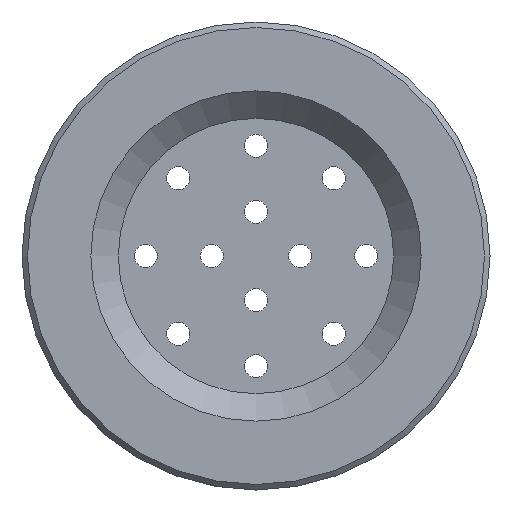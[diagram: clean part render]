
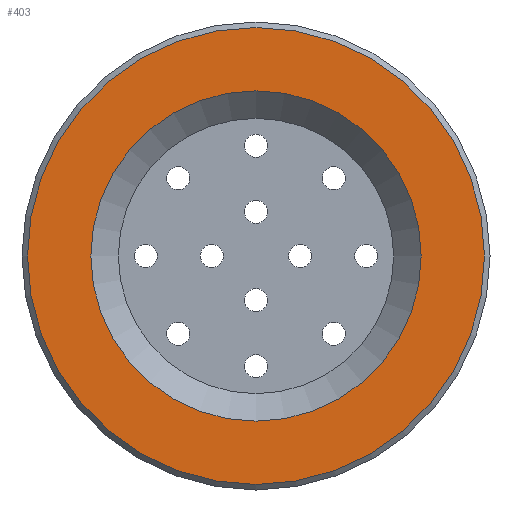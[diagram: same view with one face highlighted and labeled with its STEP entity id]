
A CAD part, left-side view. The second image highlights one B-rep face of the part: STEP entity #403.
In plain terms, the highlighted planar face has unit normal (-1, 0, 0).
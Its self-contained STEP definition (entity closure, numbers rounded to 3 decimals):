
#15=FACE_BOUND('',#86,.T.);
#41=PLANE('',#452);
#62=FACE_OUTER_BOUND('',#85,.T.);
#85=EDGE_LOOP('',(#299));
#86=EDGE_LOOP('',(#300));
#170=CIRCLE('',#448,41.5);
#173=CIRCLE('',#453,30.);
#204=VERTEX_POINT('',#641);
#207=VERTEX_POINT('',#651);
#238=EDGE_CURVE('',#204,#204,#170,.T.);
#243=EDGE_CURVE('',#207,#207,#173,.T.);
#299=ORIENTED_EDGE('',*,*,#238,.F.);
#300=ORIENTED_EDGE('',*,*,#243,.T.);
#403=ADVANCED_FACE('',(#62,#15),#41,.T.);
#448=AXIS2_PLACEMENT_3D('',#642,#508,#509);
#452=AXIS2_PLACEMENT_3D('',#650,#518,#519);
#453=AXIS2_PLACEMENT_3D('',#652,#520,#521);
#508=DIRECTION('center_axis',(1.,0.,0.));
#509=DIRECTION('ref_axis',(0.,1.,0.));
#518=DIRECTION('center_axis',(-1.,0.,0.));
#519=DIRECTION('ref_axis',(0.,0.,1.));
#520=DIRECTION('center_axis',(1.,0.,0.));
#521=DIRECTION('ref_axis',(0.,0.,-1.));
#641=CARTESIAN_POINT('',(-30.,-41.5,0.));
#642=CARTESIAN_POINT('Origin',(-30.,0.,0.));
#650=CARTESIAN_POINT('Origin',(-30.,0.,0.));
#651=CARTESIAN_POINT('',(-30.,0.,30.));
#652=CARTESIAN_POINT('Origin',(-30.,0.,0.));
